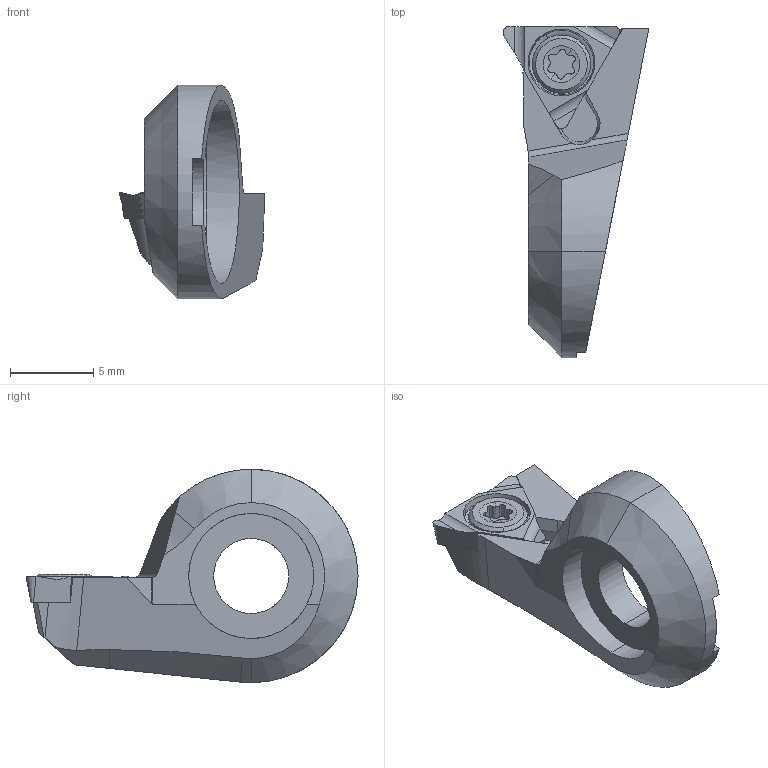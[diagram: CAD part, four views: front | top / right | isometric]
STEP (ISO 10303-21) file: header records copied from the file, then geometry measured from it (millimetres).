
FILE_DESCRIPTION (( 'STEP AP203' ), '1' );
FILE_NAME ('C17.011.024.T07.STEP', '2024-08-30T10:25:46', ( '' ), ( '' ), 'SwSTEP 2.0', 'SolidWorks 2022', '' );
FILE_SCHEMA (( 'CONFIG_CONTROL_DESIGN' ));
Length unit declared in the file: millimetre
Products named in the file (4): TPGM070104; F20-WTL.001.005_B_fertigbearbeitet; WTL-ER2.001.004_A; C17.011.024.T07
Assembly tree (3 placements, depth 2):
  C17.011.024.T07
    F20-WTL.001.005_B_fertigbearbeitet
    TPGM070104
    WTL-ER2.001.004_A
Bounding box: 8.73 x 19.9 x 12.8 mm (x, y, z)
Volume: 548.6 mm3; surface area: 777.4 mm2
Topology: 3 solids, 3 shells, 110 faces, 285 edges, 180 vertices
Faces by surface type: cylinder 40, plane 37, cone 24, torus 9
Entity records: 3843 total; most frequent: CARTESIAN_POINT 821, ORIENTED_EDGE 570, DIRECTION 540, EDGE_CURVE 285, AXIS2_PLACEMENT_3D 201, VERTEX_POINT 180, VECTOR 138, LINE 138
